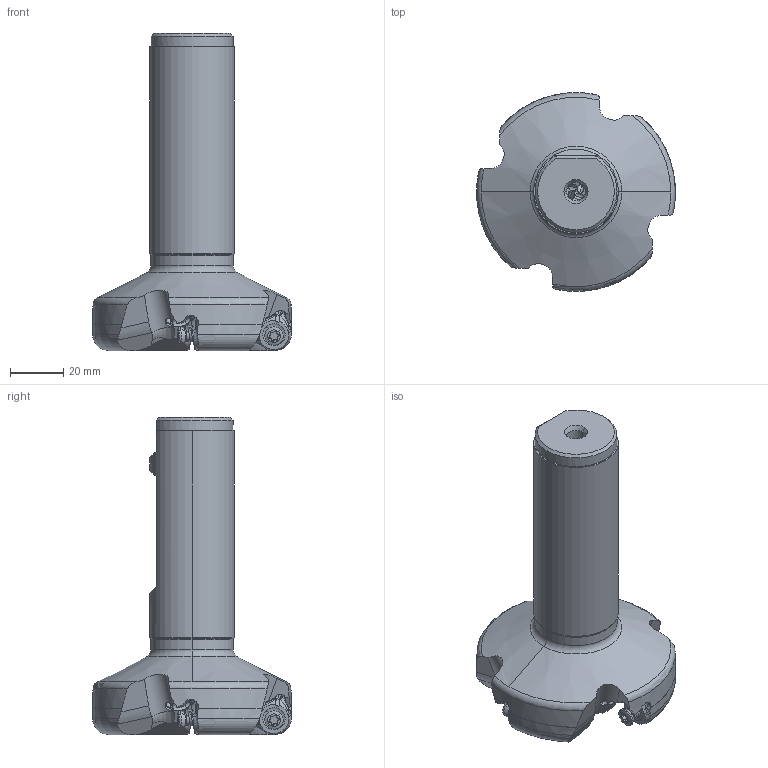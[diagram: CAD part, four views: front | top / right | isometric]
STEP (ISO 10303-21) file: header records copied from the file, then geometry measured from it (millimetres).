
FILE_DESCRIPTION(/* description */ (''),/* implementation_level */ '2;1');
FILE_NAME(/* name */ 'WWX400UR4804FA20M.stp',/* time_stamp */ '2020-04-21T17:34:10+09:00',/* author */ (''),/* organization */ (''),/* preprocessor_version */ 'ST-DEVELOPER v16',/* originating_system */ 'SIEMENS PLM Software NX 10.0',/* authorisation */ '');
FILE_SCHEMA (('AUTOMOTIVE_DESIGN { 1 0 10303 214 3 1 1 1 }'));
Length unit declared in the file: millimetre
Products named in the file (1): WWX400UR4804FA20M_ASM
Bounding box: 74.5 x 74.5 x 118.86 mm (x, y, z)
Volume: 143371.9 mm3; surface area: 26678 mm2
Topology: 5 solids, 5 shells, 513 faces, 1470 edges, 941 vertices
Faces by surface type: cylinder 189, plane 109, bspline 64, sphere 56, cone 47, torus 32, extrusion 16
Entity records: 37408 total; most frequent: CARTESIAN_POINT 24929, ORIENTED_EDGE 2852, DIRECTION 2255, EDGE_CURVE 1426, AXIS2_PLACEMENT_3D 960, VERTEX_POINT 934, B_SPLINE_CURVE_WITH_KNOTS 620, EDGE_LOOP 532
